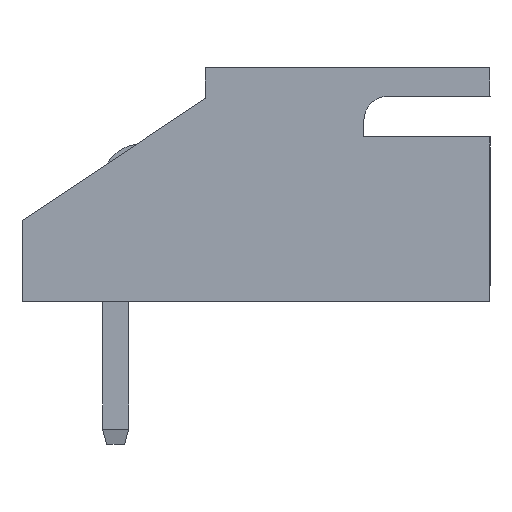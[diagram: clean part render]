
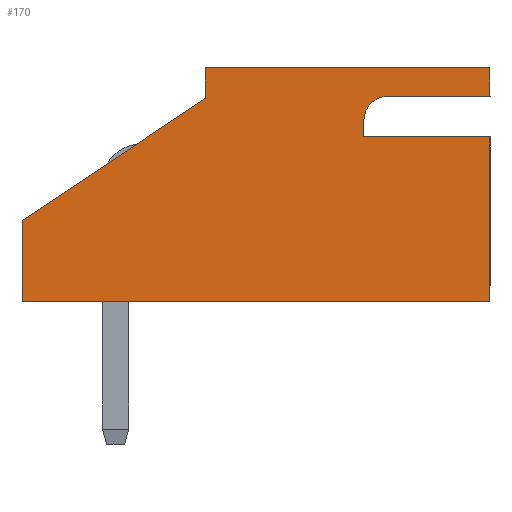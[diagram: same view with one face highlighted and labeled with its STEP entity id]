
A CAD part, left-side view. The second image highlights one B-rep face of the part: STEP entity #170.
In plain terms, the highlighted planar face has unit normal (-1, 0, 0).
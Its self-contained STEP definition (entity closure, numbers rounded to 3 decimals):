
#170=ADVANCED_FACE('',(#945),#947,.T.);
#945=FACE_BOUND('',#946,.T.);
#946=EDGE_LOOP('',(#1569,#1570,#1571,#1572,#1573,#1574,#1575,#1576,#1577,#1578,#1579));
#947=PLANE('',#948);
#948=AXIS2_PLACEMENT_3D('',#949,#950,#951);
#949=CARTESIAN_POINT('',(-2.45,0.,0.));
#950=DIRECTION('',(-1.,0.,0.));
#951=DIRECTION('',(0.,0.,1.));
#1569=ORIENTED_EDGE('',*,*,#1999,.T.);
#1570=ORIENTED_EDGE('',*,*,#2000,.T.);
#1571=ORIENTED_EDGE('',*,*,#1957,.T.);
#1572=ORIENTED_EDGE('',*,*,#1998,.T.);
#1573=ORIENTED_EDGE('',*,*,#1985,.T.);
#1574=ORIENTED_EDGE('',*,*,#2001,.T.);
#1575=ORIENTED_EDGE('',*,*,#2002,.T.);
#1576=ORIENTED_EDGE('',*,*,#2003,.T.);
#1577=ORIENTED_EDGE('',*,*,#2004,.T.);
#1578=ORIENTED_EDGE('',*,*,#2005,.T.);
#1579=ORIENTED_EDGE('',*,*,#2006,.T.);
#1957=EDGE_CURVE('',#2198,#2196,#2199,.F.);
#1985=EDGE_CURVE('',#2251,#2249,#2252,.T.);
#1998=EDGE_CURVE('',#2196,#2251,#2269,.T.);
#1999=EDGE_CURVE('',#2270,#2271,#2272,.F.);
#2000=EDGE_CURVE('',#2271,#2198,#2273,.F.);
#2001=EDGE_CURVE('',#2249,#2274,#2275,.T.);
#2002=EDGE_CURVE('',#2274,#2276,#2277,.T.);
#2003=EDGE_CURVE('',#2276,#2278,#2279,.T.);
#2004=EDGE_CURVE('',#2278,#2280,#2281,.T.);
#2005=EDGE_CURVE('',#2280,#2282,#2283,.T.);
#2006=EDGE_CURVE('',#2282,#2270,#2284,.F.);
#2196=VERTEX_POINT('',#2595);
#2198=VERTEX_POINT('',#2599);
#2199=LINE('',#2600,#2601);
#2249=VERTEX_POINT('',#2705);
#2251=VERTEX_POINT('',#2709);
#2252=LINE('',#2710,#2711);
#2269=LINE('',#2754,#2755);
#2270=VERTEX_POINT('',#2757);
#2271=VERTEX_POINT('',#2758);
#2272=LINE('',#2759,#2760);
#2273=CIRCLE('',#2762,0.6);
#2274=VERTEX_POINT('',#2766);
#2275=LINE('',#2767,#2768);
#2276=VERTEX_POINT('',#2770);
#2277=LINE('',#2771,#2772);
#2278=VERTEX_POINT('',#2774);
#2279=LINE('',#2775,#2776);
#2280=VERTEX_POINT('',#2778);
#2281=LINE('',#2779,#2780);
#2282=VERTEX_POINT('',#2782);
#2283=LINE('',#2783,#2784);
#2284=LINE('',#2786,#2787);
#2595=CARTESIAN_POINT('',(-2.45,-9.2,5.05));
#2599=CARTESIAN_POINT('',(-2.45,-6.7,5.05));
#2600=CARTESIAN_POINT('',(-2.45,-9.2,5.05));
#2601=VECTOR('',#2602,1.);
#2602=DIRECTION('',(0.,1.,0.));
#2705=CARTESIAN_POINT('',(-2.45,-2.2,5.75));
#2709=CARTESIAN_POINT('',(-2.45,-9.2,5.75));
#2710=CARTESIAN_POINT('',(-2.45,-9.2,5.75));
#2711=VECTOR('',#2712,1.);
#2712=DIRECTION('',(0.,1.,0.));
#2754=CARTESIAN_POINT('',(-2.45,-9.2,5.05));
#2755=VECTOR('',#2756,1.);
#2756=DIRECTION('',(0.,0.,1.));
#2757=CARTESIAN_POINT('',(-2.45,-6.1,4.05));
#2758=CARTESIAN_POINT('',(-2.45,-6.1,4.45));
#2759=CARTESIAN_POINT('',(-2.45,-6.1,4.45));
#2760=VECTOR('',#2761,1.);
#2761=DIRECTION('',(0.,0.,-1.));
#2762=AXIS2_PLACEMENT_3D('',#2763,#2764,#2765);
#2763=CARTESIAN_POINT('',(-2.45,-6.7,4.45));
#2764=DIRECTION('',(-1.,0.,0.));
#2765=DIRECTION('',(0.,0.,1.));
#2766=CARTESIAN_POINT('',(-2.45,-2.2,5.));
#2767=CARTESIAN_POINT('',(-2.45,-2.2,5.75));
#2768=VECTOR('',#2769,1.);
#2769=DIRECTION('',(0.,0.,-1.));
#2770=CARTESIAN_POINT('',(-2.45,2.3,2.));
#2771=CARTESIAN_POINT('',(-2.45,-2.2,5.));
#2772=VECTOR('',#2773,1.);
#2773=DIRECTION('',(0.,0.832,-0.555));
#2774=CARTESIAN_POINT('',(-2.45,2.3,0.));
#2775=CARTESIAN_POINT('',(-2.45,2.3,2.));
#2776=VECTOR('',#2777,1.);
#2777=DIRECTION('',(0.,0.,-1.));
#2778=CARTESIAN_POINT('',(-2.45,-9.2,0.));
#2779=CARTESIAN_POINT('',(-2.45,2.3,0.));
#2780=VECTOR('',#2781,1.);
#2781=DIRECTION('',(0.,-1.,0.));
#2782=CARTESIAN_POINT('',(-2.45,-9.2,4.05));
#2783=CARTESIAN_POINT('',(-2.45,-9.2,0.));
#2784=VECTOR('',#2785,1.);
#2785=DIRECTION('',(0.,0.,1.));
#2786=CARTESIAN_POINT('',(-2.45,-6.1,4.05));
#2787=VECTOR('',#2788,1.);
#2788=DIRECTION('',(0.,-1.,0.));
